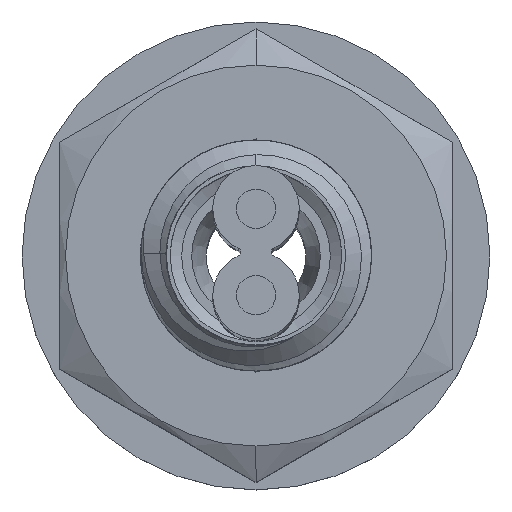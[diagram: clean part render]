
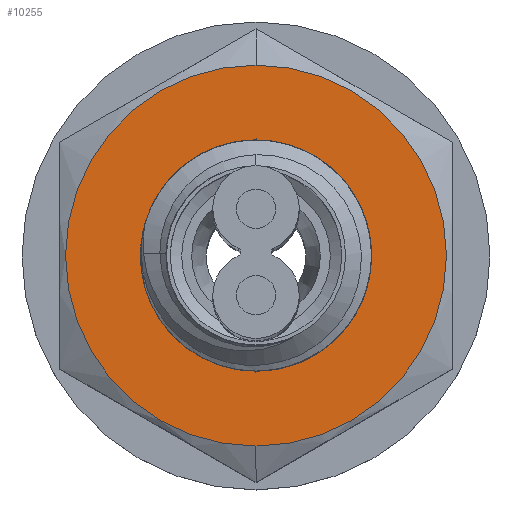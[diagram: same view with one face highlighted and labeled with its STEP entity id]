
A CAD part, top view. The second image highlights one B-rep face of the part: STEP entity #10255.
In plain terms, the highlighted face is planar.
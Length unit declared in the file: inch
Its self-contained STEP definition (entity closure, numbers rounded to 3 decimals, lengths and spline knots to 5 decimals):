
#9506=CARTESIAN_POINT('',(0.,0.13696,0.));
#9507=DIRECTION('',(0.,1.,0.));
#9508=DIRECTION('',(0.,0.,1.));
#9509=AXIS2_PLACEMENT_3D('',#9506,#9507,#9508);
#9519=CARTESIAN_POINT('',(0.,0.13696,0.));
#9520=DIRECTION('',(0.,1.,0.));
#9521=DIRECTION('',(0.,0.,-1.));
#9522=AXIS2_PLACEMENT_3D('',#9519,#9520,#9521);
#10117=CARTESIAN_POINT('',(0.,0.13696,0.));
#10118=DIRECTION('',(0.,-1.,0.));
#10119=DIRECTION('',(0.,0.,1.));
#10120=AXIS2_PLACEMENT_3D('',#10117,#10118,#10119);
#10126=CARTESIAN_POINT('',(0.,0.13696,0.));
#10127=DIRECTION('',(0.,-1.,0.));
#10128=DIRECTION('',(0.,0.,-1.));
#10129=AXIS2_PLACEMENT_3D('',#10126,#10127,#10128);
#10140=CARTESIAN_POINT('',(0.,0.13696,0.19093));
#10141=CARTESIAN_POINT('',(0.,0.13696,-0.19093));
#10142=VERTEX_POINT('',#10140);
#10143=VERTEX_POINT('',#10141);
#10172=CARTESIAN_POINT('',(0.,0.13696,-0.10462));
#10173=VERTEX_POINT('',#10172);
#10198=CARTESIAN_POINT('',(0.,0.13696,0.10462));
#10199=VERTEX_POINT('',#10198);
#10239=CARTESIAN_POINT('',(0.09843,0.13696,0.));
#10240=DIRECTION('',(0.,1.,0.));
#10241=DIRECTION('',(0.,0.,1.));
#10242=AXIS2_PLACEMENT_3D('',#10239,#10240,#10241);
#10243=PLANE('',#10242);
#10244=ORIENTED_EDGE('',*,*,#10224,.F.);
#10246=ORIENTED_EDGE('',*,*,#10245,.F.);
#10247=EDGE_LOOP('',(#10244,#10246));
#10248=FACE_OUTER_BOUND('',#10247,.F.);
#10250=ORIENTED_EDGE('',*,*,#10249,.F.);
#10252=ORIENTED_EDGE('',*,*,#10251,.F.);
#10253=EDGE_LOOP('',(#10250,#10252));
#10254=FACE_BOUND('',#10253,.F.);
#10255=ADVANCED_FACE('',(#10248,#10254),#10243,.T.);
#9510=CIRCLE('',#9509,0.19093);
#9523=CIRCLE('',#9522,0.19093);
#10121=CIRCLE('',#10120,0.10462);
#10130=CIRCLE('',#10129,0.10462);
#10224=EDGE_CURVE('',#10142,#10143,#9510,.T.);
#10245=EDGE_CURVE('',#10143,#10142,#9523,.T.);
#10249=EDGE_CURVE('',#10173,#10199,#10130,.T.);
#10251=EDGE_CURVE('',#10199,#10173,#10121,.T.);
